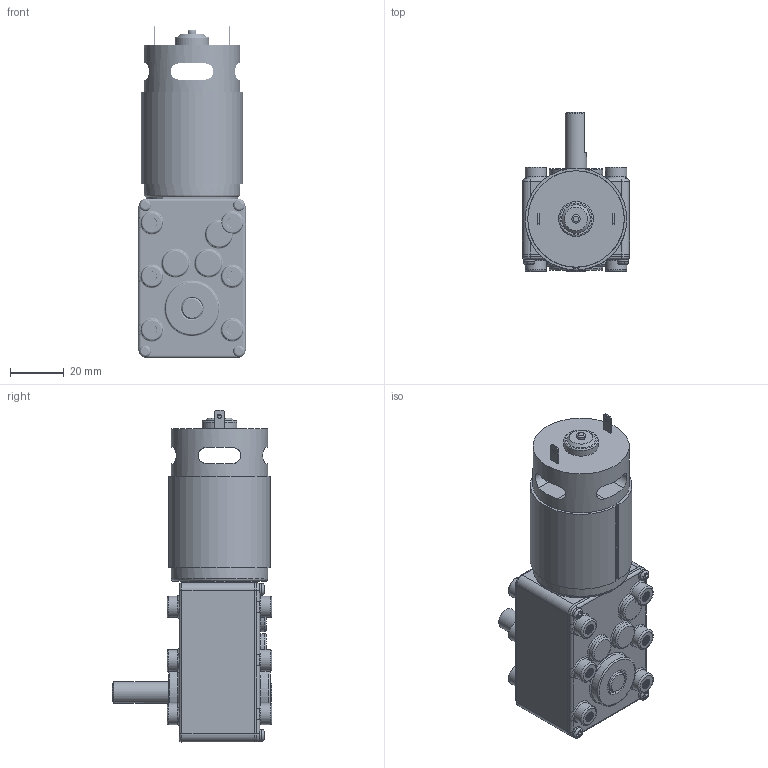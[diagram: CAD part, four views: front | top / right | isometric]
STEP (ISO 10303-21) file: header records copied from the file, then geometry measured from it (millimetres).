
FILE_DESCRIPTION(/* description */ ('Unknown'),/* implementation_level */ '2;1');
FILE_NAME(/* name */ 'Transmotec-Cad-WRD4057',/* time_stamp */ '2022-12-06T16:34:13+01:00',/* author */ ('Unknown'),/* organization */ ('Unknown'),/* preprocessor_version */ 'ST-DEVELOPER v18.1',/* originating_system */ 'Solid Edge',/* authorisation */ 'Unknown');
FILE_SCHEMA (('AUTOMOTIVE_DESIGN {1 0 10303 214 3 1 1}'));
Products named in the file (2): WRD4057 (ONLY FOR STEP EXPORT); WRD4057
Assembly tree (1 placements, depth 2):
  WRD4057 (ONLY FOR STEP EXPORT)
    WRD4057
Bounding box: 40 x 59.5 x 124 mm (x, y, z)
Volume: 73924.3 mm3; surface area: 42062.7 mm2
Topology: 2 solids, 5 shells, 1072 faces, 2775 edges, 1809 vertices
Faces by surface type: plane 550, cylinder 272, bspline 166, torus 65, cone 19
Full cylindrical faces by diameter (mm): 1.5 x2, 2.3 x98, 2.4 x4, 2.7 x4, 3.17 x1, 4 x5, 4.3 x4, 5.5 x3, 7 x6, 8 x16, 10 x7, 13 x2, 16 x3, 20 x2, 36 x1
Entity records: 53830 total; most frequent: CARTESIAN_POINT 32455, ORIENTED_EDGE 4483, DIRECTION 3889, EDGE_CURVE 2259, VERTEX_POINT 1520, AXIS2_PLACEMENT_3D 1384, EDGE_LOOP 1237, FACE_BOUND 1237
